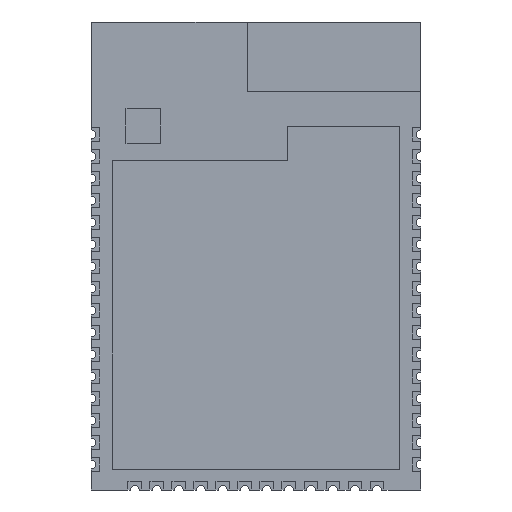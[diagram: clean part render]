
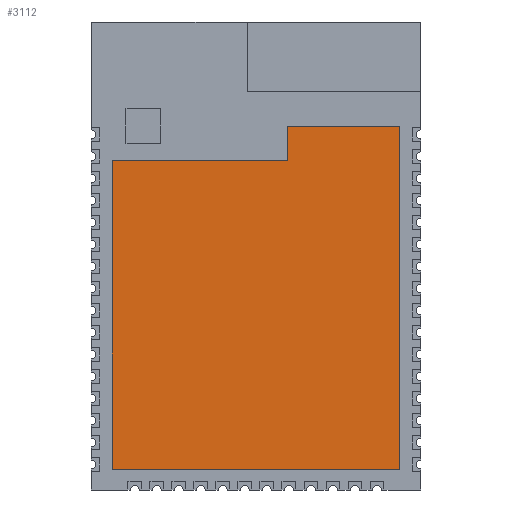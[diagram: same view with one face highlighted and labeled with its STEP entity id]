
A CAD part, front view. The second image highlights one B-rep face of the part: STEP entity #3112.
In plain terms, the highlighted planar face has unit normal (0, -1, 0).
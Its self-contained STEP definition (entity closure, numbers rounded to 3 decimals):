
#238 = DIRECTION ( 'NONE',  ( 0., 0., -1. ) ) ;
#1174 = CARTESIAN_POINT ( 'NONE',  ( 8.3, -1.77, -12.3 ) ) ;
#1509 = VERTEX_POINT ( 'NONE', #8493 ) ;
#2337 = VECTOR ( 'NONE', #15411, 1000. ) ;
#2746 = CARTESIAN_POINT ( 'NONE',  ( -8.3, -1.77, 5.5 ) ) ;
#3112 = ADVANCED_FACE ( 'NONE', ( #22121 ), #32491, .F. ) ;
#3825 = VECTOR ( 'NONE', #238, 1000. ) ;
#4802 = EDGE_CURVE ( 'NONE', #42029, #27697, #22654, .T. ) ;
#4912 = LINE ( 'NONE', #43082, #41491 ) ;
#5102 = EDGE_CURVE ( 'NONE', #23613, #42569, #34976, .T. ) ;
#6331 = ORIENTED_EDGE ( 'NONE', *, *, #43140, .T. ) ;
#6773 = DIRECTION ( 'NONE',  ( -1., 0., 0. ) ) ;
#8171 = EDGE_LOOP ( 'NONE', ( #22030, #6331, #9765, #28336, #27699, #25586 ) ) ;
#8493 = CARTESIAN_POINT ( 'NONE',  ( -8.3, -1.77, -12.3 ) ) ;
#9160 = DIRECTION ( 'NONE',  ( 0., 0., 1. ) ) ;
#9765 = ORIENTED_EDGE ( 'NONE', *, *, #12805, .T. ) ;
#9977 = LINE ( 'NONE', #20177, #28686 ) ;
#12023 = CARTESIAN_POINT ( 'NONE',  ( 1.815, -1.77, 5.5 ) ) ;
#12168 = CARTESIAN_POINT ( 'NONE',  ( 0., -1.77, 0. ) ) ;
#12805 = EDGE_CURVE ( 'NONE', #44851, #1509, #4912, .T. ) ;
#14704 = VECTOR ( 'NONE', #22885, 1000. ) ;
#15411 = DIRECTION ( 'NONE',  ( 0., 0., 1. ) ) ;
#17229 = LINE ( 'NONE', #23818, #27025 ) ;
#18567 = DIRECTION ( 'NONE',  ( 0., 0., -1. ) ) ;
#18579 = CARTESIAN_POINT ( 'NONE',  ( 1.815, -1.77, 7.5 ) ) ;
#20177 = CARTESIAN_POINT ( 'NONE',  ( -8.3, -1.77, -12.3 ) ) ;
#21336 = EDGE_CURVE ( 'NONE', #27697, #23613, #43543, .T. ) ;
#22030 = ORIENTED_EDGE ( 'NONE', *, *, #5102, .T. ) ;
#22121 = FACE_OUTER_BOUND ( 'NONE', #8171, .T. ) ;
#22654 = LINE ( 'NONE', #40352, #2337 ) ;
#22885 = DIRECTION ( 'NONE',  ( -1., 0., 0. ) ) ;
#23613 = VERTEX_POINT ( 'NONE', #18579 ) ;
#23818 = CARTESIAN_POINT ( 'NONE',  ( 1.815, -1.77, 5.5 ) ) ;
#25586 = ORIENTED_EDGE ( 'NONE', *, *, #21336, .T. ) ;
#27025 = VECTOR ( 'NONE', #6773, 1000. ) ;
#27697 = VERTEX_POINT ( 'NONE', #44755 ) ;
#27699 = ORIENTED_EDGE ( 'NONE', *, *, #4802, .T. ) ;
#27940 = CARTESIAN_POINT ( 'NONE',  ( 1.815, -1.77, 7.5 ) ) ;
#28336 = ORIENTED_EDGE ( 'NONE', *, *, #44974, .T. ) ;
#28686 = VECTOR ( 'NONE', #33950, 1000. ) ;
#32491 = PLANE ( 'NONE',  #42266 ) ;
#33169 = DIRECTION ( 'NONE',  ( 0., 1., 0. ) ) ;
#33950 = DIRECTION ( 'NONE',  ( 1., 0., 0. ) ) ;
#34976 = LINE ( 'NONE', #27940, #3825 ) ;
#40352 = CARTESIAN_POINT ( 'NONE',  ( 8.3, -1.77, -12.3 ) ) ;
#41491 = VECTOR ( 'NONE', #18567, 1000. ) ;
#42029 = VERTEX_POINT ( 'NONE', #1174 ) ;
#42266 = AXIS2_PLACEMENT_3D ( 'NONE', #12168, #33169, #9160 ) ;
#42569 = VERTEX_POINT ( 'NONE', #12023 ) ;
#43082 = CARTESIAN_POINT ( 'NONE',  ( -8.3, -1.77, 5.5 ) ) ;
#43140 = EDGE_CURVE ( 'NONE', #42569, #44851, #17229, .T. ) ;
#43543 = LINE ( 'NONE', #43761, #14704 ) ;
#43761 = CARTESIAN_POINT ( 'NONE',  ( 8.3, -1.77, 7.5 ) ) ;
#44755 = CARTESIAN_POINT ( 'NONE',  ( 8.3, -1.77, 7.5 ) ) ;
#44851 = VERTEX_POINT ( 'NONE', #2746 ) ;
#44974 = EDGE_CURVE ( 'NONE', #1509, #42029, #9977, .T. ) ;
